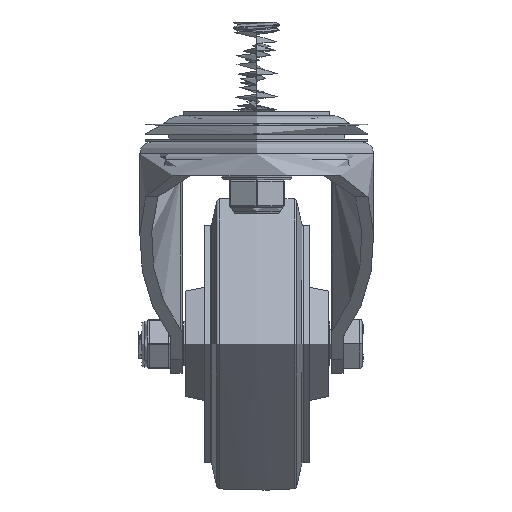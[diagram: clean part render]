
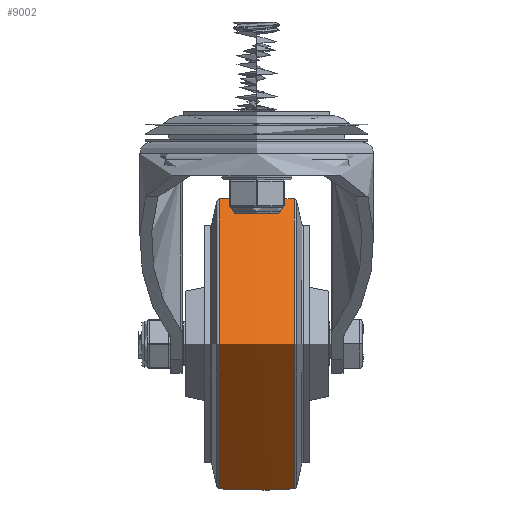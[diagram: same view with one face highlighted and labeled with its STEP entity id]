
A CAD part, left-side view. The second image highlights one B-rep face of the part: STEP entity #9002.
In plain terms, the highlighted free-form (B-spline) face has degree [2, 2] with [3, 9] control points.
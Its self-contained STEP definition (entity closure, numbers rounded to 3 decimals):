
#50=(
BOUNDED_SURFACE()
B_SPLINE_SURFACE(2,2,((#14884,#14885,#14886,#14887,#14888,#14889,#14890,
#14891,#14892),(#14893,#14894,#14895,#14896,#14897,#14898,#14899,#14900,
#14901),(#14902,#14903,#14904,#14905,#14906,#14907,#14908,#14909,#14910)),
 .UNSPECIFIED.,.F.,.T.,.F.)
B_SPLINE_SURFACE_WITH_KNOTS((3,3),(3,2,2,2,3),(-0.07,0.07),
(-3.142,-1.571,0.,1.571,3.142),
 .UNSPECIFIED.)
GEOMETRIC_REPRESENTATION_ITEM()
RATIONAL_B_SPLINE_SURFACE(((1.,0.707,1.,0.707,1.,
0.707,1.,0.707,1.),(0.998,0.705,
0.998,0.705,0.998,0.705,
0.998,0.705,0.998),(1.,0.707,
1.,0.707,1.,0.707,1.,0.707,1.)))
REPRESENTATION_ITEM('')
SURFACE()
);
#2534=FACE_OUTER_BOUND('',#3106,.T.);
#3106=EDGE_LOOP('',(#6656,#6657,#6658,#6659));
#3678=CIRCLE('',#9840,49.554);
#3679=CIRCLE('',#9841,182.5);
#3680=CIRCLE('',#9842,49.554);
#4112=VERTEX_POINT('',#14881);
#4113=VERTEX_POINT('',#14911);
#5053=EDGE_CURVE('',#4112,#4112,#3678,.T.);
#5054=EDGE_CURVE('',#4112,#4113,#3679,.T.);
#5055=EDGE_CURVE('',#4113,#4113,#3680,.T.);
#6656=ORIENTED_EDGE('',*,*,#5053,.F.);
#6657=ORIENTED_EDGE('',*,*,#5054,.T.);
#6658=ORIENTED_EDGE('',*,*,#5055,.T.);
#6659=ORIENTED_EDGE('',*,*,#5054,.F.);
#9002=ADVANCED_FACE('',(#2534),#50,.F.);
#9840=AXIS2_PLACEMENT_3D('',#14883,#11093,#11094);
#9841=AXIS2_PLACEMENT_3D('',#14912,#11095,#11096);
#9842=AXIS2_PLACEMENT_3D('',#14913,#11097,#11098);
#11093=DIRECTION('center_axis',(0.,1.,0.));
#11094=DIRECTION('ref_axis',(0.,0.,
1.));
#11095=DIRECTION('center_axis',(-1.,0.,0.));
#11096=DIRECTION('ref_axis',(0.,0.,
-1.));
#11097=DIRECTION('center_axis',(0.,1.,0.));
#11098=DIRECTION('ref_axis',(0.,0.,
1.));
#14881=CARTESIAN_POINT('',(0.,12.756,-49.554));
#14883=CARTESIAN_POINT('Origin',(0.,12.756,
0.));
#14884=CARTESIAN_POINT('Ctrl Pts',(0.,-12.756,
-49.554));
#14885=CARTESIAN_POINT('Ctrl Pts',(-49.554,-12.756,
-49.554));
#14886=CARTESIAN_POINT('Ctrl Pts',(-49.554,-12.756,
0.));
#14887=CARTESIAN_POINT('Ctrl Pts',(-49.554,-12.756,
49.554));
#14888=CARTESIAN_POINT('Ctrl Pts',(0.,-12.756,
49.554));
#14889=CARTESIAN_POINT('Ctrl Pts',(49.554,-12.756,49.554));
#14890=CARTESIAN_POINT('Ctrl Pts',(49.554,-12.756,0.));
#14891=CARTESIAN_POINT('Ctrl Pts',(49.554,-12.756,-49.554));
#14892=CARTESIAN_POINT('Ctrl Pts',(0.,-12.756,
-49.554));
#14893=CARTESIAN_POINT('Ctrl Pts',(0.,0.,
-50.447));
#14894=CARTESIAN_POINT('Ctrl Pts',(-50.447,0.,
-50.447));
#14895=CARTESIAN_POINT('Ctrl Pts',(-50.447,0.,
0.));
#14896=CARTESIAN_POINT('Ctrl Pts',(-50.447,0.,
50.447));
#14897=CARTESIAN_POINT('Ctrl Pts',(0.,0.,
50.447));
#14898=CARTESIAN_POINT('Ctrl Pts',(50.447,0.,
50.447));
#14899=CARTESIAN_POINT('Ctrl Pts',(50.447,0.,
0.));
#14900=CARTESIAN_POINT('Ctrl Pts',(50.447,0.,
-50.447));
#14901=CARTESIAN_POINT('Ctrl Pts',(0.,0.,
-50.447));
#14902=CARTESIAN_POINT('Ctrl Pts',(0.,12.756,
-49.554));
#14903=CARTESIAN_POINT('Ctrl Pts',(-49.554,12.756,-49.554));
#14904=CARTESIAN_POINT('Ctrl Pts',(-49.554,12.756,0.));
#14905=CARTESIAN_POINT('Ctrl Pts',(-49.554,12.756,49.554));
#14906=CARTESIAN_POINT('Ctrl Pts',(0.,12.756,
49.554));
#14907=CARTESIAN_POINT('Ctrl Pts',(49.554,12.756,49.554));
#14908=CARTESIAN_POINT('Ctrl Pts',(49.554,12.756,0.));
#14909=CARTESIAN_POINT('Ctrl Pts',(49.554,12.756,-49.554));
#14910=CARTESIAN_POINT('Ctrl Pts',(0.,12.756,
-49.554));
#14911=CARTESIAN_POINT('',(0.,-12.756,-49.554));
#14912=CARTESIAN_POINT('Origin',(0.,0.,
132.5));
#14913=CARTESIAN_POINT('Origin',(0.,-12.756,
0.));
